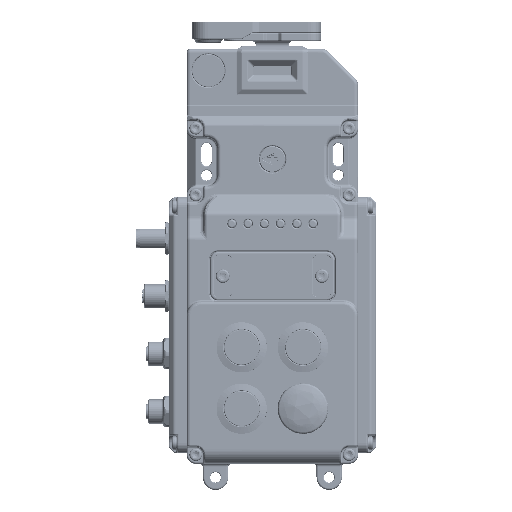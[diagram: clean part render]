
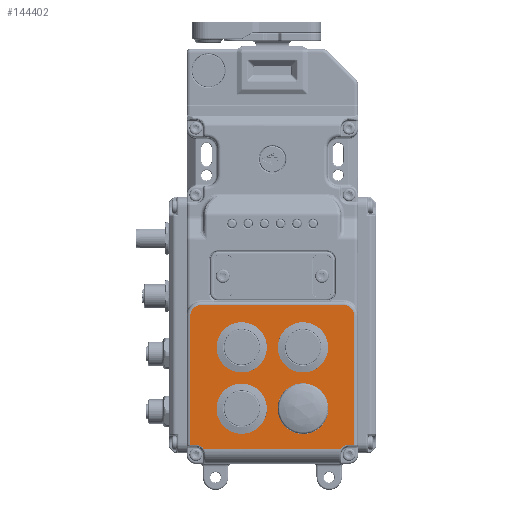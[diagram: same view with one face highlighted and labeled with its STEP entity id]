
A CAD part, top view. The second image highlights one B-rep face of the part: STEP entity #144402.
In plain terms, the highlighted planar face has unit normal (0, 0, 1).
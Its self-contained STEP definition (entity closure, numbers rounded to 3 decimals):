
#1196 = CARTESIAN_POINT ( 'NONE',  ( 39.5, -17.504, 31. ) ) ;
#1425 = DIRECTION ( 'NONE',  ( 0., 0., 1. ) ) ;
#1829 = DIRECTION ( 'NONE',  ( 1., 0., 0. ) ) ;
#3659 = VERTEX_POINT ( 'NONE', #87250 ) ;
#3956 = EDGE_LOOP ( 'NONE', ( #137579 ) ) ;
#6754 = VERTEX_POINT ( 'NONE', #51212 ) ;
#8885 = PLANE ( 'NONE',  #130686 ) ;
#10288 = CARTESIAN_POINT ( 'NONE',  ( -17., -75.004, 31. ) ) ;
#10431 = FACE_BOUND ( 'NONE', #19310, .T. ) ;
#16064 = ORIENTED_EDGE ( 'NONE', *, *, #33183, .T. ) ;
#16281 = CIRCLE ( 'NONE', #64023, 6. ) ;
#18596 = ORIENTED_EDGE ( 'NONE', *, *, #122254, .T. ) ;
#19310 = EDGE_LOOP ( 'NONE', ( #83160 ) ) ;
#21648 = VERTEX_POINT ( 'NONE', #84341 ) ;
#23075 = LINE ( 'NONE', #34133, #122109 ) ;
#24127 = DIRECTION ( 'NONE',  ( 1., 0., 0. ) ) ;
#24162 = ORIENTED_EDGE ( 'NONE', *, *, #99252, .F. ) ;
#24232 = VERTEX_POINT ( 'NONE', #143138 ) ;
#24666 = DIRECTION ( 'NONE',  ( 0., 0., 1. ) ) ;
#26775 = AXIS2_PLACEMENT_3D ( 'NONE', #67363, #138282, #66595 ) ;
#27134 = AXIS2_PLACEMENT_3D ( 'NONE', #70898, #118952, #132319 ) ;
#28701 = CIRCLE ( 'NONE', #91640, 13.95 ) ;
#29893 = LINE ( 'NONE', #88967, #119956 ) ;
#30386 = EDGE_LOOP ( 'NONE', ( #77169, #18596, #106218, #102515, #97157, #95229, #32218, #139773, #112222, #16064 ) ) ;
#31981 = CARTESIAN_POINT ( 'NONE',  ( 45.5, -95.004, 31. ) ) ;
#32218 = ORIENTED_EDGE ( 'NONE', *, *, #39926, .T. ) ;
#33183 = EDGE_CURVE ( 'NONE', #3659, #6754, #153699, .T. ) ;
#33285 = EDGE_CURVE ( 'NONE', #6754, #95570, #64966, .T. ) ;
#34133 = CARTESIAN_POINT ( 'NONE',  ( 38., -97.504, 31. ) ) ;
#34406 = CARTESIAN_POINT ( 'NONE',  ( -42.5, -95.004, 31. ) ) ;
#35237 = VERTEX_POINT ( 'NONE', #65301 ) ;
#35891 = EDGE_CURVE ( 'NONE', #150278, #150278, #28701, .T. ) ;
#35965 = VECTOR ( 'NONE', #84653, 1000. ) ;
#38231 = EDGE_CURVE ( 'NONE', #144195, #3659, #23075, .T. ) ;
#39926 = EDGE_CURVE ( 'NONE', #41737, #147659, #29893, .T. ) ;
#41737 = VERTEX_POINT ( 'NONE', #132133 ) ;
#42388 = CARTESIAN_POINT ( 'NONE',  ( 30.95, -41.004, 31. ) ) ;
#42966 = AXIS2_PLACEMENT_3D ( 'NONE', #72914, #144571, #24127 ) ;
#44292 = DIRECTION ( 'NONE',  ( 1., 0., 0. ) ) ;
#46699 = DIRECTION ( 'NONE',  ( 1., 0., 0. ) ) ;
#47055 = VERTEX_POINT ( 'NONE', #60417 ) ;
#47645 = LINE ( 'NONE', #1196, #108591 ) ;
#49683 = EDGE_LOOP ( 'NONE', ( #24162 ) ) ;
#51212 = CARTESIAN_POINT ( 'NONE',  ( 42.5, -95.004, 31. ) ) ;
#52283 = EDGE_CURVE ( 'NONE', #147659, #144195, #95015, .T. ) ;
#53535 = AXIS2_PLACEMENT_3D ( 'NONE', #135215, #1425, #120294 ) ;
#55550 = DIRECTION ( 'NONE',  ( 0., 1., 0. ) ) ;
#56344 = DIRECTION ( 'NONE',  ( 0., 0., 1. ) ) ;
#58273 = DIRECTION ( 'NONE',  ( 0., 0., 1. ) ) ;
#58839 = VERTEX_POINT ( 'NONE', #76200 ) ;
#59449 = DIRECTION ( 'NONE',  ( -1., 0., 0. ) ) ;
#59824 = DIRECTION ( 'NONE',  ( 1., 0., 0. ) ) ;
#60184 = EDGE_LOOP ( 'NONE', ( #115206 ) ) ;
#60417 = CARTESIAN_POINT ( 'NONE',  ( -3.05, -75.004, 31. ) ) ;
#63408 = DIRECTION ( 'NONE',  ( 1., 0., 0. ) ) ;
#64023 = AXIS2_PLACEMENT_3D ( 'NONE', #118515, #56344, #71235 ) ;
#64966 = LINE ( 'NONE', #124053, #141136 ) ;
#65301 = CARTESIAN_POINT ( 'NONE',  ( -39.5, -17.504, 31. ) ) ;
#66595 = DIRECTION ( 'NONE',  ( 1., 0., 0. ) ) ;
#67363 = CARTESIAN_POINT ( 'NONE',  ( -17., -41.004, 31. ) ) ;
#67923 = FACE_BOUND ( 'NONE', #3956, .T. ) ;
#69478 = DIRECTION ( 'NONE',  ( 0., 0., 1. ) ) ;
#69848 = CIRCLE ( 'NONE', #77363, 13.95 ) ;
#70898 = CARTESIAN_POINT ( 'NONE',  ( -42.5, -100.504, 31. ) ) ;
#71235 = DIRECTION ( 'NONE',  ( 1., 0., 0. ) ) ;
#72914 = CARTESIAN_POINT ( 'NONE',  ( 42.5, -100.504, 31. ) ) ;
#76200 = CARTESIAN_POINT ( 'NONE',  ( 39.5, -17.504, 31. ) ) ;
#77169 = ORIENTED_EDGE ( 'NONE', *, *, #33285, .T. ) ;
#77363 = AXIS2_PLACEMENT_3D ( 'NONE', #10288, #58273, #59824 ) ;
#78939 = FACE_OUTER_BOUND ( 'NONE', #30386, .T. ) ;
#83160 = ORIENTED_EDGE ( 'NONE', *, *, #103894, .F. ) ;
#84341 = CARTESIAN_POINT ( 'NONE',  ( -45.5, -23.504, 31. ) ) ;
#84653 = DIRECTION ( 'NONE',  ( 0., -1., 0. ) ) ;
#86127 = CARTESIAN_POINT ( 'NONE',  ( -37.89, -97.504, 31. ) ) ;
#87250 = CARTESIAN_POINT ( 'NONE',  ( 37.89, -97.504, 31. ) ) ;
#88967 = CARTESIAN_POINT ( 'NONE',  ( -42.5, -95.004, 31. ) ) ;
#91289 = CIRCLE ( 'NONE', #53535, 6. ) ;
#91640 = AXIS2_PLACEMENT_3D ( 'NONE', #97071, #24666, #1829 ) ;
#93113 = FACE_BOUND ( 'NONE', #49683, .T. ) ;
#93143 = CARTESIAN_POINT ( 'NONE',  ( 45.5, -23.504, 31. ) ) ;
#94004 = EDGE_CURVE ( 'NONE', #58839, #35237, #47645, .T. ) ;
#95015 = CIRCLE ( 'NONE', #27134, 5.5 ) ;
#95229 = ORIENTED_EDGE ( 'NONE', *, *, #136728, .T. ) ;
#95280 = EDGE_CURVE ( 'NONE', #35237, #21648, #91289, .T. ) ;
#95570 = VERTEX_POINT ( 'NONE', #31981 ) ;
#96264 = DIRECTION ( 'NONE',  ( 0., 0., -1. ) ) ;
#97071 = CARTESIAN_POINT ( 'NONE',  ( 17., -41.004, 31. ) ) ;
#97157 = ORIENTED_EDGE ( 'NONE', *, *, #95280, .T. ) ;
#99252 = EDGE_CURVE ( 'NONE', #24232, #24232, #134902, .T. ) ;
#101360 = VECTOR ( 'NONE', #55550, 1000. ) ;
#102515 = ORIENTED_EDGE ( 'NONE', *, *, #94004, .T. ) ;
#103563 = LINE ( 'NONE', #150052, #101360 ) ;
#103894 = EDGE_CURVE ( 'NONE', #47055, #47055, #69848, .T. ) ;
#105677 = FACE_BOUND ( 'NONE', #60184, .T. ) ;
#106218 = ORIENTED_EDGE ( 'NONE', *, *, #131447, .T. ) ;
#107608 = AXIS2_PLACEMENT_3D ( 'NONE', #134843, #96264, #146654 ) ;
#108430 = VERTEX_POINT ( 'NONE', #155694 ) ;
#108591 = VECTOR ( 'NONE', #59449, 1000. ) ;
#112222 = ORIENTED_EDGE ( 'NONE', *, *, #38231, .T. ) ;
#115206 = ORIENTED_EDGE ( 'NONE', *, *, #35891, .F. ) ;
#117742 = CIRCLE ( 'NONE', #107608, 14.051 ) ;
#118515 = CARTESIAN_POINT ( 'NONE',  ( 39.5, -23.504, 31. ) ) ;
#118952 = DIRECTION ( 'NONE',  ( 0., 0., -1. ) ) ;
#119956 = VECTOR ( 'NONE', #148032, 1000. ) ;
#120294 = DIRECTION ( 'NONE',  ( 1., 0., 0. ) ) ;
#122109 = VECTOR ( 'NONE', #46699, 1000. ) ;
#122254 = EDGE_CURVE ( 'NONE', #95570, #139005, #103563, .T. ) ;
#124053 = CARTESIAN_POINT ( 'NONE',  ( 47.5, -95.004, 31. ) ) ;
#130686 = AXIS2_PLACEMENT_3D ( 'NONE', #141142, #69478, #44292 ) ;
#131447 = EDGE_CURVE ( 'NONE', #139005, #58839, #16281, .T. ) ;
#132133 = CARTESIAN_POINT ( 'NONE',  ( -45.5, -95.004, 31. ) ) ;
#132319 = DIRECTION ( 'NONE',  ( 1., 0., 0. ) ) ;
#134843 = CARTESIAN_POINT ( 'NONE',  ( 17., -75.004, 31. ) ) ;
#134902 = CIRCLE ( 'NONE', #26775, 13.95 ) ;
#135215 = CARTESIAN_POINT ( 'NONE',  ( -39.5, -23.504, 31. ) ) ;
#136728 = EDGE_CURVE ( 'NONE', #21648, #41737, #143710, .T. ) ;
#137579 = ORIENTED_EDGE ( 'NONE', *, *, #142593, .T. ) ;
#138282 = DIRECTION ( 'NONE',  ( 0., 0., 1. ) ) ;
#139005 = VERTEX_POINT ( 'NONE', #93143 ) ;
#139773 = ORIENTED_EDGE ( 'NONE', *, *, #52283, .T. ) ;
#141136 = VECTOR ( 'NONE', #63408, 1000. ) ;
#141142 = CARTESIAN_POINT ( 'NONE',  ( 39.5, -23.504, 31. ) ) ;
#142593 = EDGE_CURVE ( 'NONE', #108430, #108430, #117742, .T. ) ;
#143138 = CARTESIAN_POINT ( 'NONE',  ( -3.05, -41.004, 31. ) ) ;
#143710 = LINE ( 'NONE', #145263, #35965 ) ;
#144195 = VERTEX_POINT ( 'NONE', #86127 ) ;
#144402 = ADVANCED_FACE ( 'NONE', ( #78939, #10431, #93113, #105677, #67923 ), #8885, .T. ) ;
#144571 = DIRECTION ( 'NONE',  ( 0., 0., -1. ) ) ;
#145263 = CARTESIAN_POINT ( 'NONE',  ( -45.5, -95.004, 31. ) ) ;
#146654 = DIRECTION ( 'NONE',  ( 1., 0., 0. ) ) ;
#147659 = VERTEX_POINT ( 'NONE', #34406 ) ;
#148032 = DIRECTION ( 'NONE',  ( 1., 0., 0. ) ) ;
#150052 = CARTESIAN_POINT ( 'NONE',  ( 45.5, -23.504, 31. ) ) ;
#150278 = VERTEX_POINT ( 'NONE', #42388 ) ;
#153699 = CIRCLE ( 'NONE', #42966, 5.5 ) ;
#155694 = CARTESIAN_POINT ( 'NONE',  ( 31.051, -75.004, 31. ) ) ;
